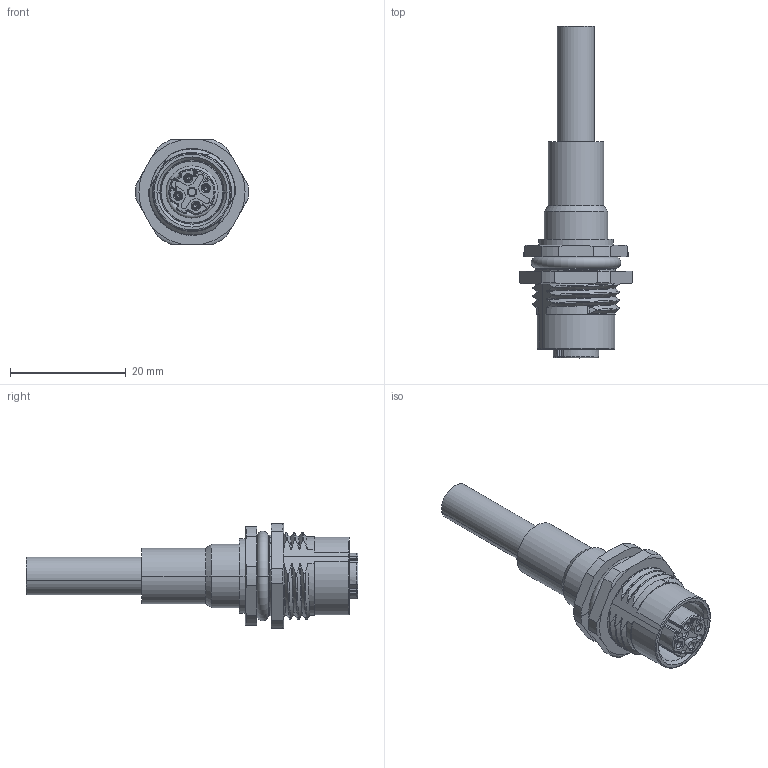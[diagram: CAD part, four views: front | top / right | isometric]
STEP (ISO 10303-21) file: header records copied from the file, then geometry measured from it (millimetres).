
FILE_DESCRIPTION((''),'2;1');
FILE_NAME('4','2017-07-27T',('ch.chen'),(''),'PRO/ENGINEER BY PARAMETRIC TECHNOLOGY CORPORATION, 2012480','PRO/ENGINEER BY PARAMETRIC TECHNOLOGY CORPORATION, 2012480','');
FILE_SCHEMA(('AUTOMOTIVE_DESIGN { 1 0 10303 214 1 1 1 1 }'));
Length unit declared in the file: millimetre
Products named in the file (1): 4
Bounding box: 19.48 x 57.4 x 18 mm (x, y, z)
Volume: 4822.1 mm3; surface area: 4676.7 mm2
Topology: 1 solids, 2 shells, 579 faces, 1571 edges, 1006 vertices
Faces by surface type: plane 187, cylinder 129, cone 95, extrusion 86, bspline 41, torus 37, sphere 4
Entity records: 21931 total; most frequent: CARTESIAN_POINT 7929, ORIENTED_EDGE 3126, DIRECTION 2545, EDGE_CURVE 1563, VERTEX_POINT 1006, AXIS2_PLACEMENT_3D 908, VECTOR 729, LINE 643
